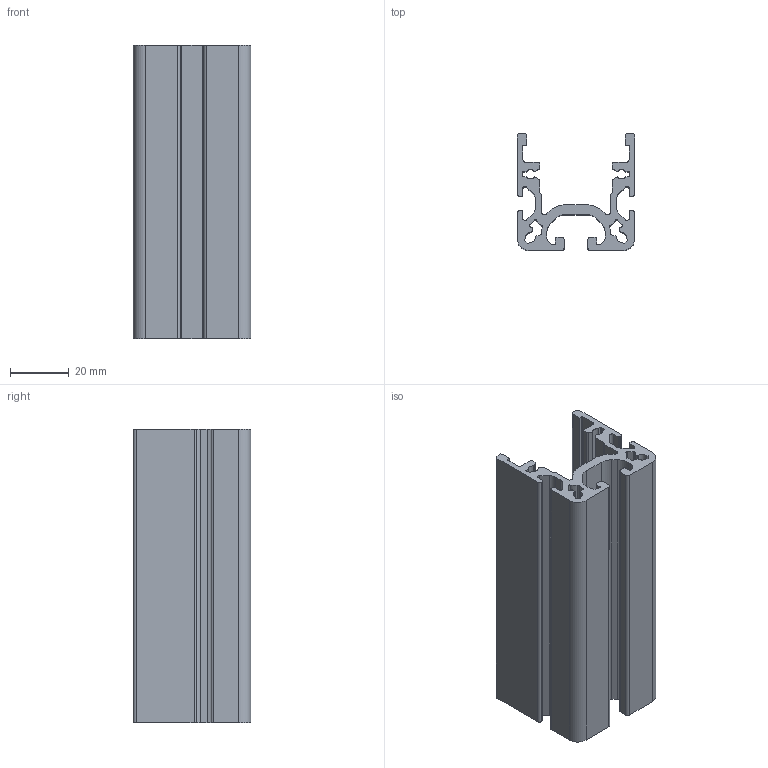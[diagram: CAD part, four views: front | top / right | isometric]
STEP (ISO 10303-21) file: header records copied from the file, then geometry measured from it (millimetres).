
FILE_DESCRIPTION(/* description */ ('Profil válečkové kolejnice'),/* implementation_level */ '2;1');
FILE_NAME(/* name */ '114040.stp',/* time_stamp */ '2018-04-29T11:12:17+02:00',/* author */ ('Špaček'),/* organization */ ('Alutec K&K'),/* preprocessor_version */ 'ST-DEVELOPER v16.1',/* originating_system */ 'Autodesk Inventor 2016',/* authorisation */ '');
FILE_SCHEMA (('AUTOMOTIVE_DESIGN { 1 0 10303 214 3 1 1 }'));
Length unit declared in the file: millimetre
Products named in the file (1): 114040
Bounding box: 40 x 40 x 100 mm (x, y, z)
Volume: 50264.5 mm3; surface area: 38125.5 mm2
Topology: 1 solids, 1 shells, 174 faces, 516 edges, 344 vertices
Faces by surface type: cylinder 96, plane 78
Entity records: 5924 total; most frequent: DIRECTION 1058, CARTESIAN_POINT 1035, ORIENTED_EDGE 1032, EDGE_CURVE 516, AXIS2_PLACEMENT_3D 367, VERTEX_POINT 344, LINE 324, VECTOR 324
